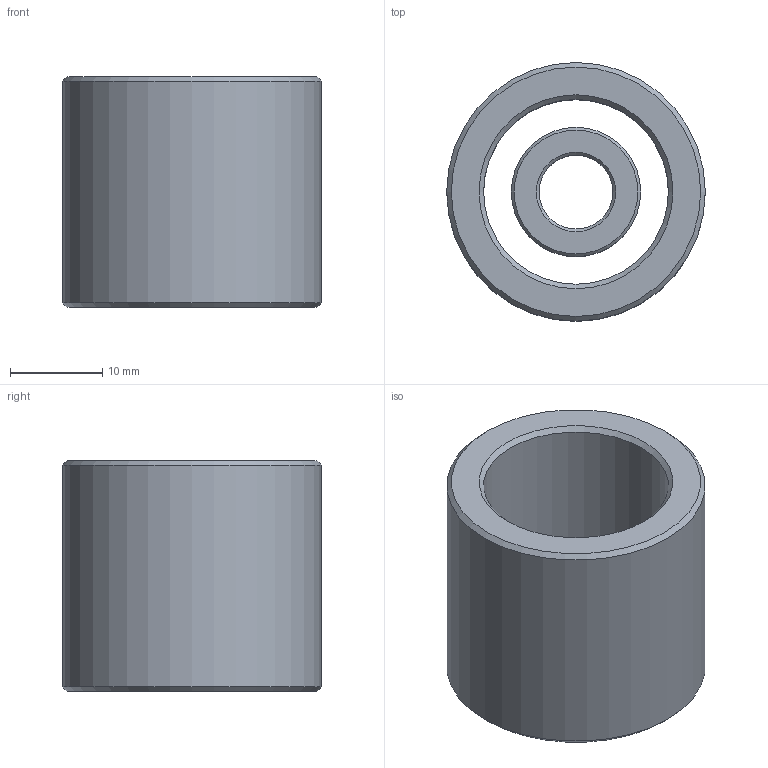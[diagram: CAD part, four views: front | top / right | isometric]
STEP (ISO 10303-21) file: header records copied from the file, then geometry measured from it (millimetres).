
FILE_DESCRIPTION(('STEP AP203'),'1');
FILE_NAME('580-LM0812.stp','2016-12-28T10:24:35',(' '),(' '),'Spatial InterOp 3D',' ',' ');
FILE_SCHEMA(('CONFIG_CONTROL_DESIGN'));
Length unit declared in the file: metre
Products named in the file (3): 580-LM08x12; 580-LM20x25
Assembly tree (2 placements, depth 2):
  (unnamed)
    580-LM08x12
    580-LM20x25
Bounding box: 28 x 28 x 25 mm (x, y, z)
Volume: 8740 mm3; surface area: 5297.2 mm2
Topology: 2 solids, 2 shells, 16 faces, 28 edges, 16 vertices
Faces by surface type: cone 8, cylinder 4, plane 4
Full cylindrical faces by diameter (mm): 8 x1, 14 x1, 20 x1, 28 x1
Entity records: 482 total; most frequent: DIRECTION 70, CARTESIAN_POINT 51, AXIS2_PLACEMENT_3D 35, EDGE_LOOP 32, ORIENTED_EDGE 32, FACE_OUTER_BOUND 20, ADVANCED_FACE 16, EDGE_CURVE 16
